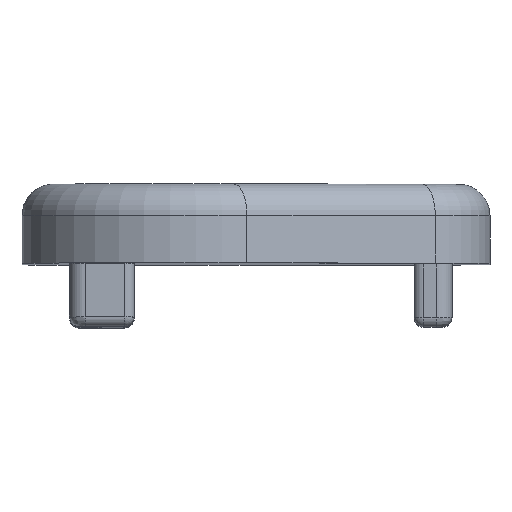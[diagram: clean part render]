
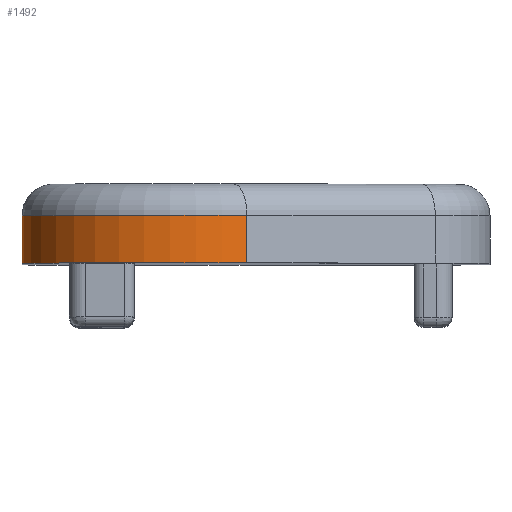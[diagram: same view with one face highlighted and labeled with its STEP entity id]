
A CAD part, top view. The second image highlights one B-rep face of the part: STEP entity #1492.
In plain terms, the highlighted cylindrical face has radius 5 mm (diameter 10 mm), a partial arc.
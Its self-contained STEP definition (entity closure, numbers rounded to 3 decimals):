
#58=CYLINDRICAL_SURFACE('',#1637,5.);
#120=FACE_OUTER_BOUND('',#223,.T.);
#223=EDGE_LOOP('',(#1127,#1128,#1129,#1130));
#304=CIRCLE('',#1576,5.);
#348=CIRCLE('',#1638,5.);
#448=LINE('',#2514,#561);
#449=LINE('',#2517,#562);
#561=VECTOR('',#1941,1.5);
#562=VECTOR('',#1944,1.5);
#638=VERTEX_POINT('',#2296);
#639=VERTEX_POINT('',#2298);
#706=VERTEX_POINT('',#2504);
#708=VERTEX_POINT('',#2516);
#770=EDGE_CURVE('',#639,#638,#304,.T.);
#859=EDGE_CURVE('',#638,#706,#448,.T.);
#860=EDGE_CURVE('',#639,#708,#449,.T.);
#861=EDGE_CURVE('',#708,#706,#348,.T.);
#1127=ORIENTED_EDGE('',*,*,#860,.F.);
#1128=ORIENTED_EDGE('',*,*,#770,.T.);
#1129=ORIENTED_EDGE('',*,*,#859,.T.);
#1130=ORIENTED_EDGE('',*,*,#861,.F.);
#1492=ADVANCED_FACE('',(#120),#58,.T.);
#1576=AXIS2_PLACEMENT_3D('',#2299,#1782,#1783);
#1637=AXIS2_PLACEMENT_3D('',#2515,#1942,#1943);
#1638=AXIS2_PLACEMENT_3D('',#2518,#1945,#1946);
#1782=DIRECTION('center_axis',(0.,1.,0.));
#1783=DIRECTION('ref_axis',(-1.,0.,0.));
#1941=DIRECTION('',(0.,1.,0.));
#1942=DIRECTION('center_axis',(0.,1.,0.));
#1943=DIRECTION('ref_axis',(1.,0.,0.));
#1944=DIRECTION('',(0.,1.,0.));
#1945=DIRECTION('center_axis',(0.,1.,0.));
#1946=DIRECTION('ref_axis',(-1.,0.,0.));
#2296=CARTESIAN_POINT('',(7.113,0.,-0.468));
#2298=CARTESIAN_POINT('',(0.,0.,-5.));
#2299=CARTESIAN_POINT('Origin',(5.,0.,-5.));
#2504=CARTESIAN_POINT('',(7.113,1.5,-0.468));
#2514=CARTESIAN_POINT('',(7.113,0.,-0.468));
#2515=CARTESIAN_POINT('Origin',(5.,0.,-5.));
#2516=CARTESIAN_POINT('',(0.,1.5,-5.));
#2517=CARTESIAN_POINT('',(0.,0.,-5.));
#2518=CARTESIAN_POINT('Origin',(5.,1.5,-5.));
